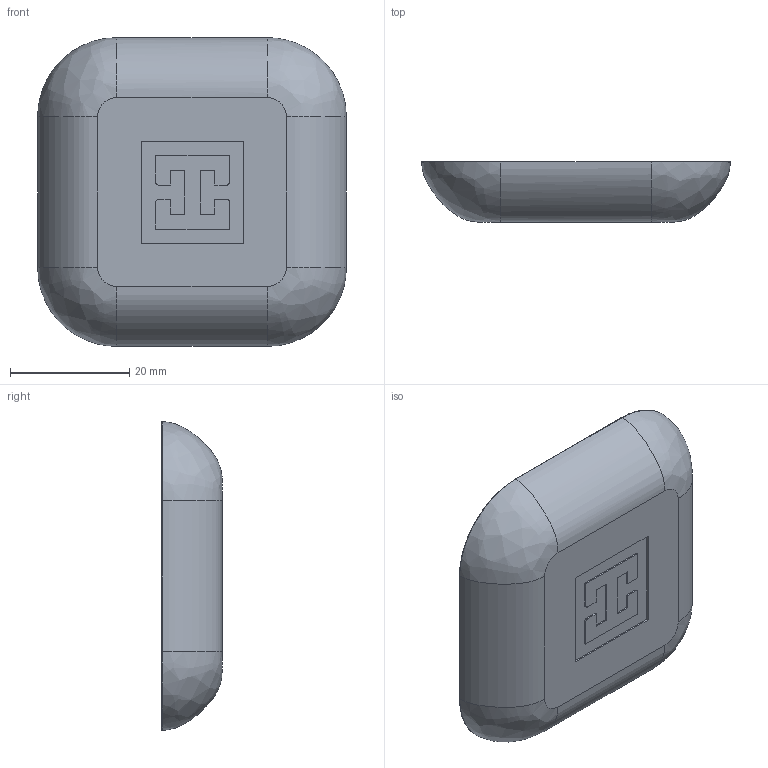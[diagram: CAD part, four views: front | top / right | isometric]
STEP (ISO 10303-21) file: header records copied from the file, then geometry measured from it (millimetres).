
FILE_DESCRIPTION(/* description */ (''),/* implementation_level */ '2;1');
FILE_NAME(/* name */ 'Case Bottom.stp',/* time_stamp */ '2016-02-04T20:37:34-08:00',/* author */ ('Sam Clay'),/* organization */ (''),/* preprocessor_version */ 'ST-DEVELOPER v16.1',/* originating_system */ 'Autodesk Inventor 2016',/* authorisation */ '');
FILE_SCHEMA (('AUTOMOTIVE_DESIGN { 1 0 10303 214 3 1 1 }'));
Length unit declared in the file: inch
Products named in the file (1): Case Bottom
Bounding box: 51.87 x 10.16 x 51.87 mm (x, y, z)
Volume: 7724.3 mm3; surface area: 9520 mm2
Topology: 2 solids, 2 shells, 95 faces, 230 edges, 140 vertices
Faces by surface type: plane 51, bspline 44
Entity records: 4476 total; most frequent: CARTESIAN_POINT 2498, ORIENTED_EDGE 460, DIRECTION 286, EDGE_CURVE 230, LINE 150, VECTOR 150, VERTEX_POINT 140, EDGE_LOOP 98
